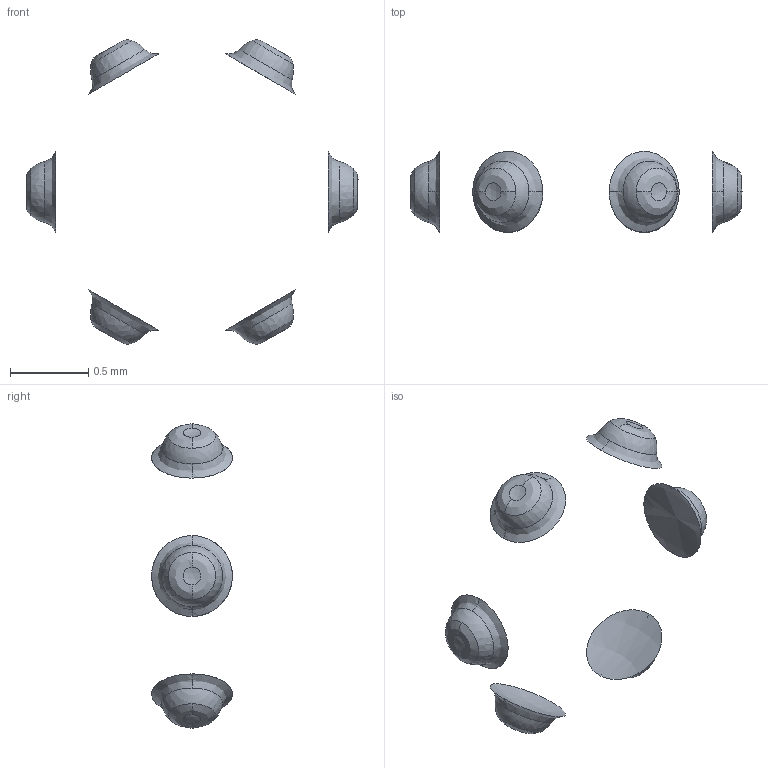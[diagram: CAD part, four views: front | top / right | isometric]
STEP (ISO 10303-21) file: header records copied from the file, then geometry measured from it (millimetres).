
FILE_DESCRIPTION(('Open CASCADE Model'),'2;1');
FILE_NAME('Open CASCADE Shape Model','2023-11-01T17:34:53',('Author'),( 'Open CASCADE'),'Open CASCADE STEP processor 7.7','Open CASCADE 7.7' ,'Unknown');
FILE_SCHEMA(('AUTOMOTIVE_DESIGN { 1 0 10303 214 1 1 1 1 }'));
Length unit declared in the file: millimetre
Products named in the file (1): Open CASCADE STEP translator 7.7 1
Bounding box: 2.12 x 0.52 x 1.95 mm (x, y, z)
Volume: 0.1 mm3; surface area: 3.3 mm2
Topology: 4 solids, 4 shells, 40 faces, 74 edges, 48 vertices
Faces by surface type: bspline 24, sphere 16
Entity records: 6924 total; most frequent: CARTESIAN_POINT 5788, ORIENTED_EDGE 152, PCURVE 152, DEFINITIONAL_REPRESENTATION 152, B_SPLINE_CURVE_WITH_KNOTS 96, DIRECTION 92, EDGE_CURVE 76, SURFACE_CURVE 72
